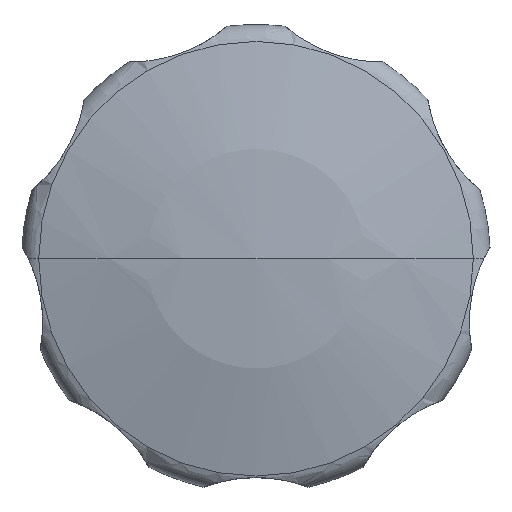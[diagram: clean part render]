
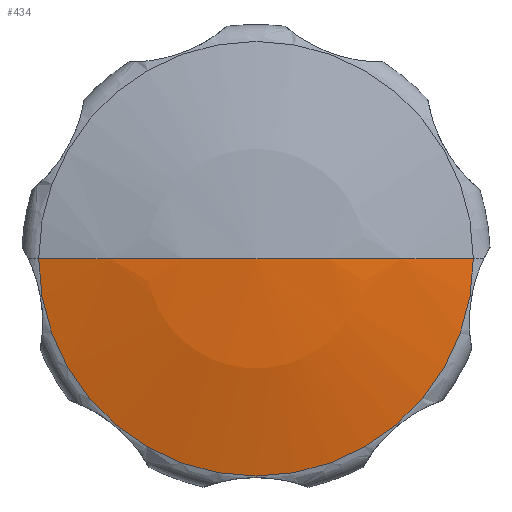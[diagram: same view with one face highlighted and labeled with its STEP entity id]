
A CAD part, top view. The second image highlights one B-rep face of the part: STEP entity #434.
In plain terms, the highlighted spherical face has radius 67.309 mm.
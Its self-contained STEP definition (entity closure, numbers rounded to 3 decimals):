
#252=EDGE_CURVE('',#430,#568,#658,.T.);
#334=EDGE_CURVE('',#436,#568,#751,.T.);
#350=EDGE_CURVE('',#430,#436,#768,.T.);
#430=VERTEX_POINT('',#854);
#434=ADVANCED_FACE('',(#858),#859,.T.);
#436=VERTEX_POINT('',#861);
#568=VERTEX_POINT('',#1006);
#658=CIRCLE('',#1096,18.551);
#751=CIRCLE('',#1275,67.309);
#768=CIRCLE('',#1351,67.309);
#854=CARTESIAN_POINT('',(-18.551,0.,57.393));
#858=FACE_OUTER_BOUND('',#1667,.T.);
#859=SPHERICAL_SURFACE('',#1668,67.309);
#861=CARTESIAN_POINT('',(0.,0.,60.0));
#1006=CARTESIAN_POINT('',(18.551,0.,57.393));
#1096=AXIS2_PLACEMENT_3D('',#2254,#2255,#2256);
#1275=AXIS2_PLACEMENT_3D('',#2398,#2399,#2400);
#1351=AXIS2_PLACEMENT_3D('',#2415,#2416,#2417);
#1667=EDGE_LOOP('',(#2498,#2499,#2500));
#1668=AXIS2_PLACEMENT_3D('',#2501,#2502,#2503);
#2254=CARTESIAN_POINT('',(0.,0.,57.393));
#2255=DIRECTION('',(0.,0.,1.0));
#2256=DIRECTION('',(-1.0,0.,0.));
#2398=CARTESIAN_POINT('',(0.,0.,-7.309));
#2399=DIRECTION('',(0.,1.0,0.));
#2400=DIRECTION('',(0.0,0.,-1.0));
#2415=CARTESIAN_POINT('',(0.,0.,-7.309));
#2416=DIRECTION('',(0.,1.0,0.));
#2417=DIRECTION('',(0.0,0.,-1.0));
#2498=ORIENTED_EDGE('',*,*,#350,.F.);
#2499=ORIENTED_EDGE('',*,*,#252,.T.);
#2500=ORIENTED_EDGE('',*,*,#334,.F.);
#2501=CARTESIAN_POINT('',(0.,0.,-7.309));
#2502=DIRECTION('',(0.,0.,1.0));
#2503=DIRECTION('',(-1.0,0.,0.0));
